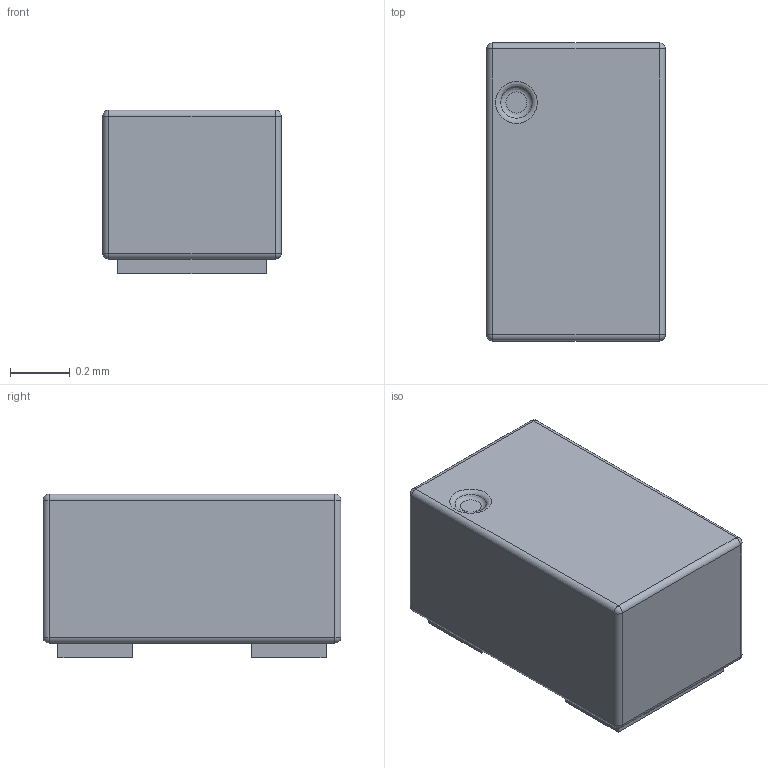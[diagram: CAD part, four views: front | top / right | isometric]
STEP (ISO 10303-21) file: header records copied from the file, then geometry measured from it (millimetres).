
FILE_DESCRIPTION(/* description */ (''),/* implementation_level */ '2;1');
FILE_NAME(/* name */ 'SP0402UULC02ETG v1.step',/* time_stamp */ '2023-02-07T15:41:58+03:00',/* author */ (''),/* organization */ (''),/* preprocessor_version */ 'ST-DEVELOPER v19.2',/* originating_system */ 'Autodesk Translation Framework v11.17.0.187',/* authorisation */ '');
FILE_SCHEMA (('AUTOMOTIVE_DESIGN { 1 0 10303 214 3 1 1 }'));
Length unit declared in the file: millimetre
Products named in the file (1): SP0402UULC02ETG
Bounding box: 0.6 x 1 x 0.55 mm (x, y, z)
Volume: 0.3 mm3; surface area: 3.3 mm2
Topology: 4 solids, 4 shells, 47 faces, 89 edges, 51 vertices
Faces by surface type: plane 25, cylinder 12, sphere 8, torus 2
Entity records: 1196 total; most frequent: DIRECTION 214, CARTESIAN_POINT 188, ORIENTED_EDGE 178, EDGE_CURVE 89, AXIS2_PLACEMENT_3D 77, LINE 60, VECTOR 60, VERTEX_POINT 51
